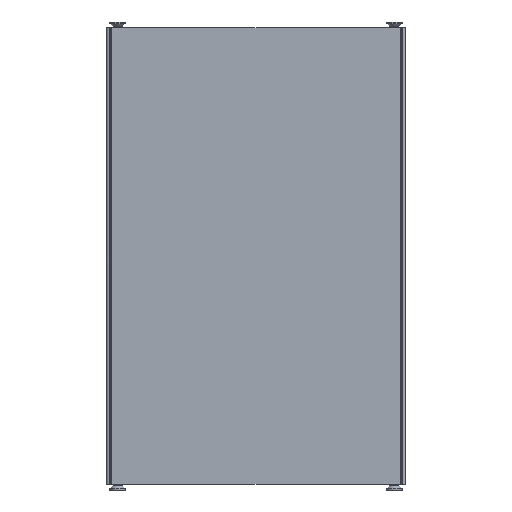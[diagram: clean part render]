
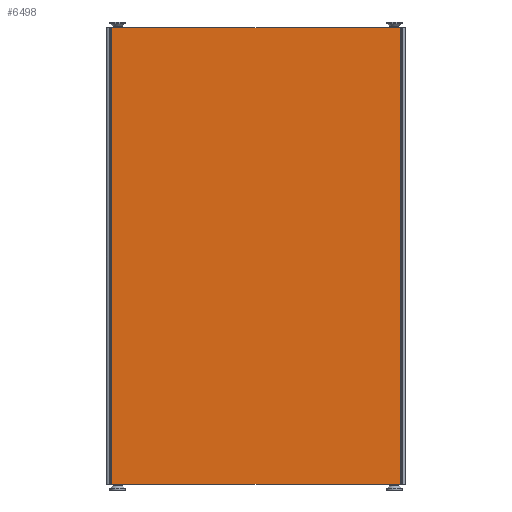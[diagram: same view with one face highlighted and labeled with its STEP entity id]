
A CAD part, front view. The second image highlights one B-rep face of the part: STEP entity #6498.
In plain terms, the highlighted planar face has unit normal (0, -1, 0).
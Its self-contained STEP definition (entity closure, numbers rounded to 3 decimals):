
#247=PLANE('',#7033);
#440=FACE_OUTER_BOUND('',#784,.T.);
#784=EDGE_LOOP('',(#4790,#4791,#4792,#4793));
#1100=LINE('',#9622,#1715);
#1168=LINE('',#9822,#1783);
#1244=LINE('',#10033,#1859);
#1246=LINE('',#10036,#1861);
#1715=VECTOR('',#7647,101.1);
#1783=VECTOR('',#7853,101.1);
#1859=VECTOR('',#8075,160.);
#1861=VECTOR('',#8079,160.);
#2689=VERTEX_POINT('',#9619);
#2690=VERTEX_POINT('',#9621);
#2752=VERTEX_POINT('',#9819);
#2753=VERTEX_POINT('',#9821);
#3358=EDGE_CURVE('',#2689,#2690,#1100,.T.);
#3458=EDGE_CURVE('',#2752,#2753,#1168,.T.);
#3568=EDGE_CURVE('',#2753,#2689,#1244,.T.);
#3570=EDGE_CURVE('',#2690,#2752,#1246,.T.);
#4790=ORIENTED_EDGE('',*,*,#3568,.F.);
#4791=ORIENTED_EDGE('',*,*,#3458,.F.);
#4792=ORIENTED_EDGE('',*,*,#3570,.F.);
#4793=ORIENTED_EDGE('',*,*,#3358,.F.);
#6498=ADVANCED_FACE('',(#440),#247,.F.);
#7033=AXIS2_PLACEMENT_3D('',#10035,#8077,#8078);
#7647=DIRECTION('',(1.,0.,0.));
#7853=DIRECTION('',(-1.,0.,0.));
#8075=DIRECTION('',(0.,0.,1.));
#8077=DIRECTION('center_axis',(0.,1.,0.));
#8078=DIRECTION('ref_axis',(0.,0.,1.));
#8079=DIRECTION('',(0.,0.,-1.));
#9619=CARTESIAN_POINT('',(-50.55,-10.5,80.));
#9621=CARTESIAN_POINT('',(50.55,-10.5,80.));
#9622=CARTESIAN_POINT('',(-50.55,-10.5,80.));
#9819=CARTESIAN_POINT('',(50.55,-10.5,-80.));
#9821=CARTESIAN_POINT('',(-50.55,-10.5,-80.));
#9822=CARTESIAN_POINT('',(50.55,-10.5,-80.));
#10033=CARTESIAN_POINT('',(-50.55,-10.5,-80.));
#10035=CARTESIAN_POINT('Origin',(-50.75,-10.5,80.));
#10036=CARTESIAN_POINT('',(50.55,-10.5,80.));
